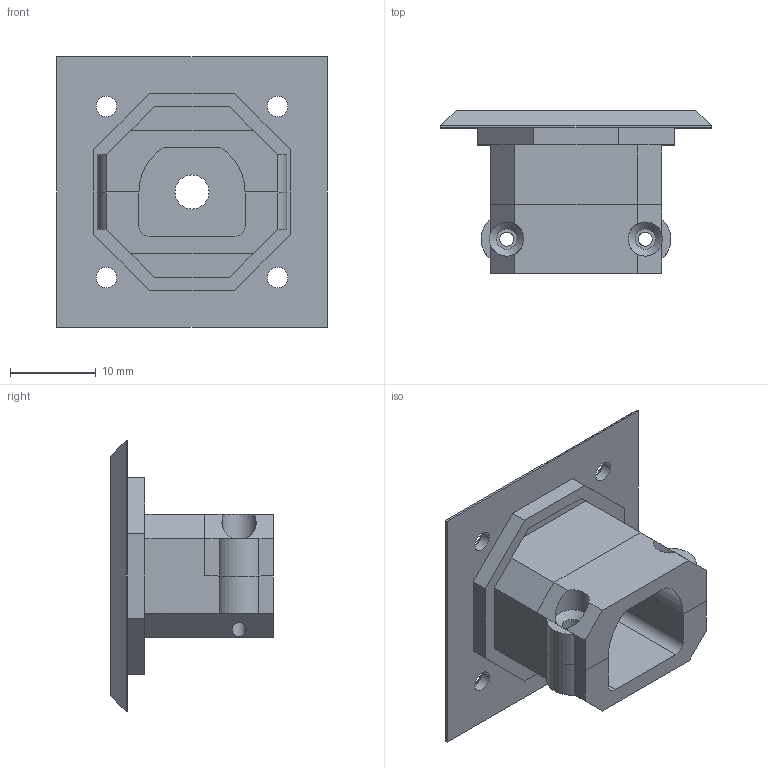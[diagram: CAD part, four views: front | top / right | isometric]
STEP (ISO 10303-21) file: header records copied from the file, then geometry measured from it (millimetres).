
FILE_DESCRIPTION(/* description */ (''),/* implementation_level */ '2;1');
FILE_NAME(/* name */ 'RectPanel_32_32_N20_4mm.step',/* time_stamp */ '2025-09-13T09:18:36-07:00',/* author */ (''),/* organization */ (''),/* preprocessor_version */ 'ST-DEVELOPER v20.1',/* originating_system */ 'Autodesk Translation Framework v14.17.0.0',/* authorisation */ '');
FILE_SCHEMA (('AUTOMOTIVE_DESIGN { 1 0 10303 214 3 1 1 }'));
Length unit declared in the file: millimetre
Products named in the file (2): RectPanel_32_32_N20_4mm; Logo_4mm
Assembly tree (1 placements, depth 2):
  RectPanel_32_32_N20_4mm
    Logo_4mm
Bounding box: 31.6 x 19 x 31.6 mm (x, y, z)
Volume: 4395.8 mm3; surface area: 4513.9 mm2
Topology: 2 solids, 2 shells, 139 faces, 365 edges, 236 vertices
Faces by surface type: plane 70, bspline 42, cylinder 21, cone 6
Full cylindrical faces by diameter (mm): 1.65 x2, 2.4 x6, 4 x1
Entity records: 4442 total; most frequent: CARTESIAN_POINT 1289, ORIENTED_EDGE 730, DIRECTION 539, EDGE_CURVE 365, VERTEX_POINT 236, LINE 223, VECTOR 223, EDGE_LOOP 163
